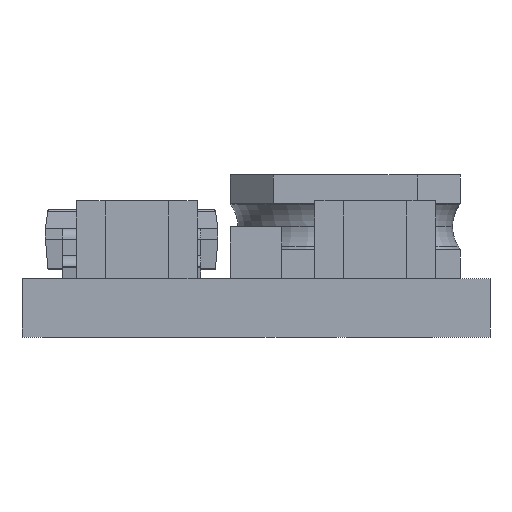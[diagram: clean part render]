
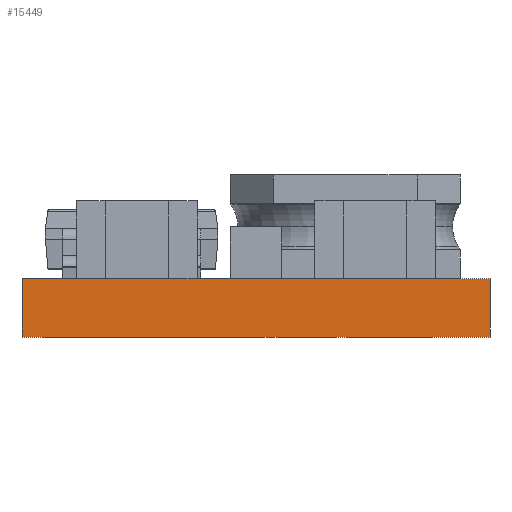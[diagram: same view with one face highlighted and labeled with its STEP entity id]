
A CAD part, front view. The second image highlights one B-rep face of the part: STEP entity #15449.
In plain terms, the highlighted planar face has unit normal (0, -1, 0).
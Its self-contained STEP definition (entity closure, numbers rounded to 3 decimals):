
#1716 = VERTEX_POINT ( 'NONE', #19252 ) ;
#1755 = EDGE_CURVE ( 'NONE', #9550, #19824, #13997, .T. ) ;
#4210 = CARTESIAN_POINT ( 'NONE',  ( 0., 0., 1.016 ) ) ;
#4463 = VECTOR ( 'NONE', #7732, 1000. ) ;
#5326 = ORIENTED_EDGE ( 'NONE', *, *, #9751, .F. ) ;
#5517 = EDGE_LOOP ( 'NONE', ( #26040, #22942, #5326, #12800 ) ) ;
#6096 = CARTESIAN_POINT ( 'NONE',  ( 0., 0., 1.016 ) ) ;
#6263 = CARTESIAN_POINT ( 'NONE',  ( 8.128, 0., 1.016 ) ) ;
#6267 = VECTOR ( 'NONE', #32618, 1000. ) ;
#6400 = CARTESIAN_POINT ( 'NONE',  ( 0., 0., 0. ) ) ;
#7507 = CARTESIAN_POINT ( 'NONE',  ( 0., 0., 1.016 ) ) ;
#7732 = DIRECTION ( 'NONE',  ( 0., 0., -1. ) ) ;
#9550 = VERTEX_POINT ( 'NONE', #32483 ) ;
#9751 = EDGE_CURVE ( 'NONE', #1716, #30653, #19166, .T. ) ;
#10520 = DIRECTION ( 'NONE',  ( 0., 0., -1. ) ) ;
#12504 = EDGE_CURVE ( 'NONE', #1716, #9550, #16235, .T. ) ;
#12800 = ORIENTED_EDGE ( 'NONE', *, *, #12504, .T. ) ;
#13008 = CARTESIAN_POINT ( 'NONE',  ( 8.128, 0., 1.016 ) ) ;
#13997 = LINE ( 'NONE', #6400, #6267 ) ;
#14375 = CARTESIAN_POINT ( 'NONE',  ( 8.128, 0., 0. ) ) ;
#14955 = FACE_OUTER_BOUND ( 'NONE', #5517, .T. ) ;
#15101 = VECTOR ( 'NONE', #25035, 1000. ) ;
#15449 = ADVANCED_FACE ( 'NONE', ( #14955 ), #29265, .F. ) ;
#16235 = LINE ( 'NONE', #7507, #4463 ) ;
#16521 = AXIS2_PLACEMENT_3D ( 'NONE', #6096, #24036, #29486 ) ;
#19166 = LINE ( 'NONE', #4210, #15101 ) ;
#19252 = CARTESIAN_POINT ( 'NONE',  ( 0., 0., 1.016 ) ) ;
#19824 = VERTEX_POINT ( 'NONE', #14375 ) ;
#22196 = VECTOR ( 'NONE', #10520, 1000. ) ;
#22942 = ORIENTED_EDGE ( 'NONE', *, *, #29311, .F. ) ;
#23812 = LINE ( 'NONE', #13008, #22196 ) ;
#24036 = DIRECTION ( 'NONE',  ( 0., 1., 0. ) ) ;
#25035 = DIRECTION ( 'NONE',  ( 1., 0., 0. ) ) ;
#26040 = ORIENTED_EDGE ( 'NONE', *, *, #1755, .T. ) ;
#29265 = PLANE ( 'NONE',  #16521 ) ;
#29311 = EDGE_CURVE ( 'NONE', #30653, #19824, #23812, .T. ) ;
#29486 = DIRECTION ( 'NONE',  ( 0., 0., 1. ) ) ;
#30653 = VERTEX_POINT ( 'NONE', #6263 ) ;
#32483 = CARTESIAN_POINT ( 'NONE',  ( 0., 0., 0. ) ) ;
#32618 = DIRECTION ( 'NONE',  ( 1., 0., 0. ) ) ;
